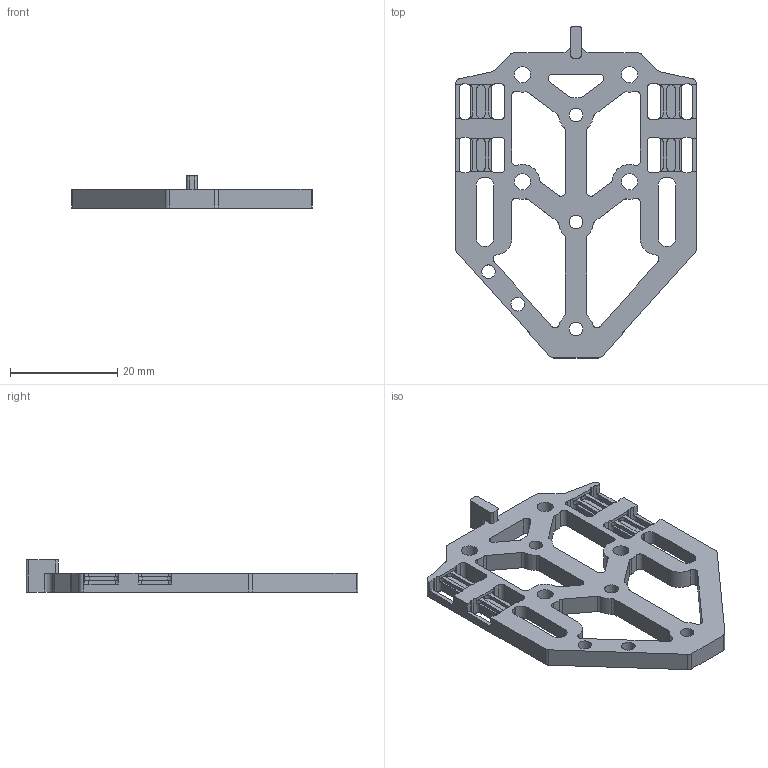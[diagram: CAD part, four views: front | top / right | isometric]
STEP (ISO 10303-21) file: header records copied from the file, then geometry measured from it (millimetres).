
FILE_DESCRIPTION(/* description */ (''),/* implementation_level */ '2;1');
FILE_NAME(/* name */ 'Center Part.step',/* time_stamp */ '2023-07-22T12:36:45-07:00',/* author */ (''),/* organization */ (''),/* preprocessor_version */ 'ST-DEVELOPER v19.2',/* originating_system */ 'Autodesk Translation Framework v12.6.0.85',/* authorisation */ '');
FILE_SCHEMA (('AUTOMOTIVE_DESIGN { 1 0 10303 214 3 1 1 }'));
Length unit declared in the file: millimetre
Products named in the file (1): Center Part
Bounding box: 45 x 62 x 6 mm (x, y, z)
Volume: 3882 mm3; surface area: 4872.8 mm2
Topology: 1 solids, 1 shells, 345 faces, 1057 edges, 702 vertices
Faces by surface type: plane 177, cylinder 168
Full cylindrical faces by diameter (mm): 2.529 x5, 3 x4
Entity records: 12076 total; most frequent: DIRECTION 2149, ORIENTED_EDGE 2114, CARTESIAN_POINT 2105, EDGE_CURVE 1057, AXIS2_PLACEMENT_3D 746, VERTEX_POINT 702, LINE 657, VECTOR 657
